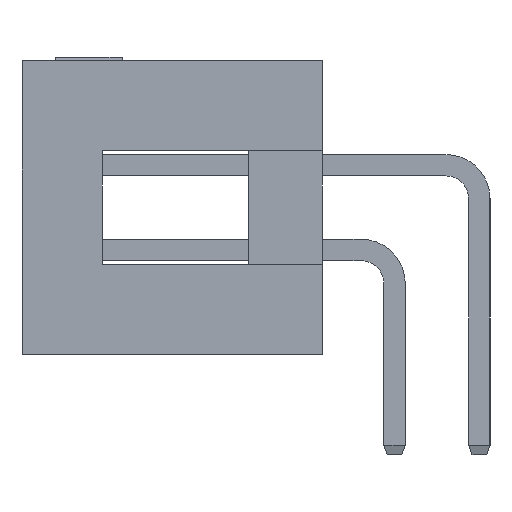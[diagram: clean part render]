
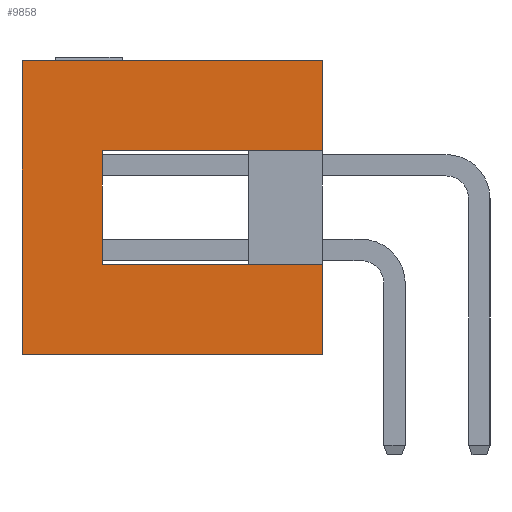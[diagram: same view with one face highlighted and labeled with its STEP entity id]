
A CAD part, left-side view. The second image highlights one B-rep face of the part: STEP entity #9858.
In plain terms, the highlighted planar face has unit normal (-1, 0, 0).
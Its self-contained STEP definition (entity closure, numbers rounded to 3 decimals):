
#840 = DIRECTION ( 'NONE',  ( -1., 0., 0. ) ) ;
#1046 = CARTESIAN_POINT ( 'NONE',  ( -5.17, 0., 6.1 ) ) ;
#1333 = LINE ( 'NONE', #1046, #11588 ) ;
#1454 = DIRECTION ( 'NONE',  ( 0., 0., 1. ) ) ;
#1600 = DIRECTION ( 'NONE',  ( 0., 1., 0. ) ) ;
#2584 = EDGE_LOOP ( 'NONE', ( #6816, #7734, #11780, #11034, #4700, #9668, #12102, #11869 ) ) ;
#2708 = EDGE_CURVE ( 'NONE', #8799, #13589, #13168, .T. ) ;
#2783 = DIRECTION ( 'NONE',  ( 0., 1., 0. ) ) ;
#2849 = CARTESIAN_POINT ( 'NONE',  ( -5.17, 0., 8.8 ) ) ;
#3027 = CARTESIAN_POINT ( 'NONE',  ( -5.17, 13.7, 0. ) ) ;
#3030 = DIRECTION ( 'NONE',  ( 0., 0., 1. ) ) ;
#3114 = VECTOR ( 'NONE', #7343, 1000. ) ;
#3456 = VECTOR ( 'NONE', #2783, 1000. ) ;
#3496 = DIRECTION ( 'NONE',  ( 0., 1., 0. ) ) ;
#3570 = CARTESIAN_POINT ( 'NONE',  ( -5.17, 11.3, 0. ) ) ;
#3571 = VECTOR ( 'NONE', #1454, 1000. ) ;
#3734 = AXIS2_PLACEMENT_3D ( 'NONE', #4025, #840, #3030 ) ;
#3838 = CARTESIAN_POINT ( 'NONE',  ( -5.17, 11.3, 2.7 ) ) ;
#3857 = CARTESIAN_POINT ( 'NONE',  ( -5.17, 4.7, 6.1 ) ) ;
#4025 = CARTESIAN_POINT ( 'NONE',  ( -5.17, 0., 0. ) ) ;
#4166 = FACE_OUTER_BOUND ( 'NONE', #2584, .T. ) ;
#4700 = ORIENTED_EDGE ( 'NONE', *, *, #6428, .T. ) ;
#5854 = VERTEX_POINT ( 'NONE', #12854 ) ;
#6258 = LINE ( 'NONE', #2849, #3456 ) ;
#6428 = EDGE_CURVE ( 'NONE', #10125, #7510, #6258, .T. ) ;
#6622 = DIRECTION ( 'NONE',  ( 0., 0., 1. ) ) ;
#6671 = CARTESIAN_POINT ( 'NONE',  ( -5.17, 11.3, 6.1 ) ) ;
#6740 = VERTEX_POINT ( 'NONE', #3857 ) ;
#6816 = ORIENTED_EDGE ( 'NONE', *, *, #2708, .T. ) ;
#7044 = CARTESIAN_POINT ( 'NONE',  ( -5.17, 4.7, 0. ) ) ;
#7063 = CARTESIAN_POINT ( 'NONE',  ( -5.17, 4.7, 0. ) ) ;
#7343 = DIRECTION ( 'NONE',  ( 0., 0., 1. ) ) ;
#7500 = EDGE_CURVE ( 'NONE', #13243, #6740, #1333, .T. ) ;
#7510 = VERTEX_POINT ( 'NONE', #13116 ) ;
#7734 = ORIENTED_EDGE ( 'NONE', *, *, #12633, .T. ) ;
#7745 = CARTESIAN_POINT ( 'NONE',  ( -5.17, 4.7, 0. ) ) ;
#7928 = EDGE_CURVE ( 'NONE', #6740, #10125, #10710, .T. ) ;
#8191 = LINE ( 'NONE', #7063, #11584 ) ;
#8639 = VECTOR ( 'NONE', #6622, 1000. ) ;
#8799 = VERTEX_POINT ( 'NONE', #13211 ) ;
#9349 = EDGE_CURVE ( 'NONE', #5854, #8799, #8191, .T. ) ;
#9668 = ORIENTED_EDGE ( 'NONE', *, *, #12482, .F. ) ;
#9694 = EDGE_CURVE ( 'NONE', #5854, #10004, #13382, .T. ) ;
#9858 = ADVANCED_FACE ( 'NONE', ( #4166 ), #10662, .T. ) ;
#10004 = VERTEX_POINT ( 'NONE', #11007 ) ;
#10125 = VERTEX_POINT ( 'NONE', #11425 ) ;
#10662 = PLANE ( 'NONE',  #3734 ) ;
#10710 = LINE ( 'NONE', #7745, #8639 ) ;
#11007 = CARTESIAN_POINT ( 'NONE',  ( -5.17, 13.7, 0. ) ) ;
#11034 = ORIENTED_EDGE ( 'NONE', *, *, #7928, .T. ) ;
#11425 = CARTESIAN_POINT ( 'NONE',  ( -5.17, 4.7, 8.8 ) ) ;
#11584 = VECTOR ( 'NONE', #12413, 1000. ) ;
#11588 = VECTOR ( 'NONE', #11985, 1000. ) ;
#11719 = VECTOR ( 'NONE', #3496, 1000. ) ;
#11780 = ORIENTED_EDGE ( 'NONE', *, *, #7500, .T. ) ;
#11869 = ORIENTED_EDGE ( 'NONE', *, *, #9349, .T. ) ;
#11985 = DIRECTION ( 'NONE',  ( 0., -1., 0. ) ) ;
#12102 = ORIENTED_EDGE ( 'NONE', *, *, #9694, .F. ) ;
#12308 = CARTESIAN_POINT ( 'NONE',  ( -5.17, 0., 2.7 ) ) ;
#12413 = DIRECTION ( 'NONE',  ( 0., 0., 1. ) ) ;
#12482 = EDGE_CURVE ( 'NONE', #10004, #7510, #13753, .T. ) ;
#12633 = EDGE_CURVE ( 'NONE', #13589, #13243, #13314, .T. ) ;
#12854 = CARTESIAN_POINT ( 'NONE',  ( -5.17, 4.7, 0. ) ) ;
#13116 = CARTESIAN_POINT ( 'NONE',  ( -5.17, 13.7, 8.8 ) ) ;
#13168 = LINE ( 'NONE', #12308, #11719 ) ;
#13211 = CARTESIAN_POINT ( 'NONE',  ( -5.17, 4.7, 2.7 ) ) ;
#13243 = VERTEX_POINT ( 'NONE', #6671 ) ;
#13314 = LINE ( 'NONE', #3570, #3571 ) ;
#13382 = LINE ( 'NONE', #7044, #13421 ) ;
#13421 = VECTOR ( 'NONE', #1600, 1000. ) ;
#13589 = VERTEX_POINT ( 'NONE', #3838 ) ;
#13753 = LINE ( 'NONE', #3027, #3114 ) ;
